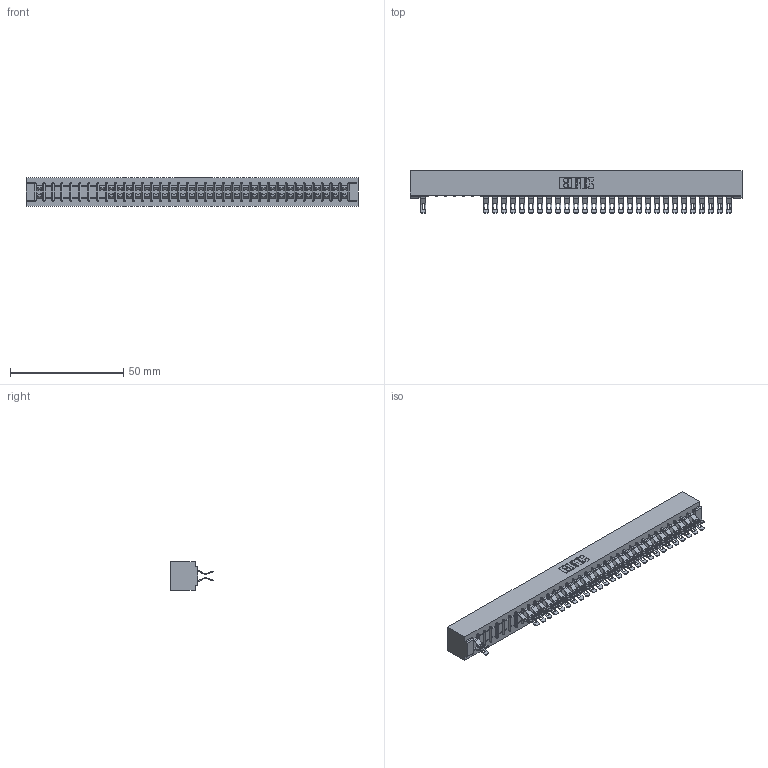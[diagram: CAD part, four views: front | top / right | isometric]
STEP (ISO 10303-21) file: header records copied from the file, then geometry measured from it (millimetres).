
FILE_DESCRIPTION (( 'STEP AP203' ), '1' );
FILE_NAME ('307-070-555-201.STEP', '2018-08-06T13:07:32', ( '' ), ( '' ), 'SwSTEP 2.0', 'SolidWorks 2016', '' );
FILE_SCHEMA (( 'CONFIG_CONTROL_DESIGN' ));
Length unit declared in the file: inch
Products named in the file (3): 307 Part_No Mounting Lugs; 307-290-001_555; 307-070-555-201
Assembly tree (58 placements, depth 2):
  307-070-555-201
    307 Part_No Mounting Lugs
    307-290-001_555  x57
Bounding box: 146.56 x 18.75 x 12.7 mm (x, y, z)
Volume: 16084.2 mm3; surface area: 19690.8 mm2
Topology: 58 solids, 58 shells, 3753 faces, 11032 edges, 7180 vertices
Faces by surface type: plane 2082, cylinder 1599, sphere 72
Entity records: 31831 total; most frequent: CARTESIAN_POINT 5266, ORIENTED_EDGE 5232, DIRECTION 5154, EDGE_CURVE 2616, VECTOR 1994, LINE 1994, VERTEX_POINT 1692, AXIS2_PLACEMENT_3D 1580
